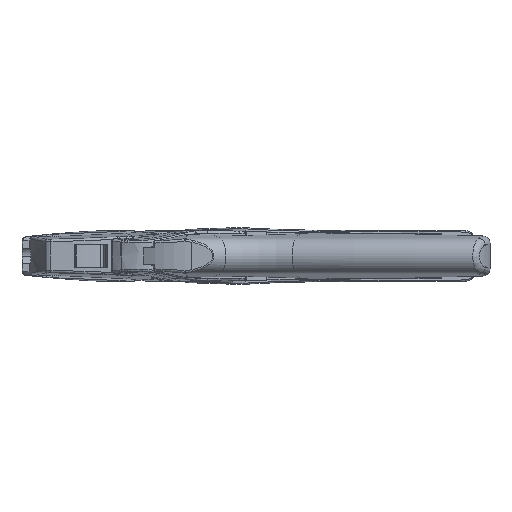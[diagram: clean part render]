
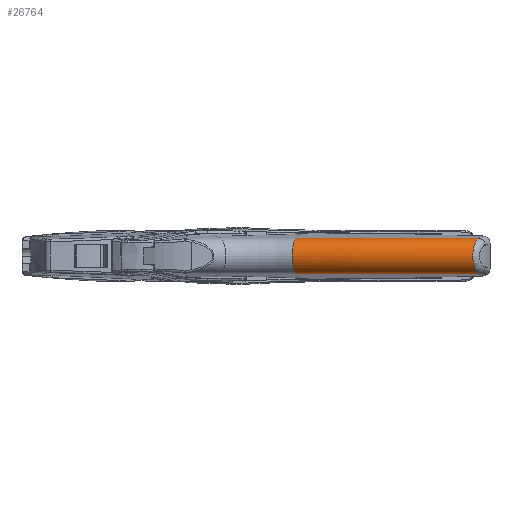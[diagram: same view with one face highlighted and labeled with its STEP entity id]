
A CAD part, front view. The second image highlights one B-rep face of the part: STEP entity #26764.
In plain terms, the highlighted toroidal (fillet/blend) face has major radius 793.5 mm and minor radius 7.5 mm.
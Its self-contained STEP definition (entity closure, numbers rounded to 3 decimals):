
#25208=AXIS2_PLACEMENT_3D('Circle Axis2P3D',#25206,#25207,$) ;
#26735=AXIS2_PLACEMENT_3D('Torus Axis2P3D',#26732,#26733,#26734) ;
#26739=AXIS2_PLACEMENT_3D('Circle Axis2P3D',#26737,#26738,$) ;
#26746=AXIS2_PLACEMENT_3D('Circle Axis2P3D',#26744,#26745,$) ;
#26753=AXIS2_PLACEMENT_3D('Circle Axis2P3D',#26751,#26752,$) ;
#25044=CARTESIAN_POINT('Vertex',(189.758,6.002,19.152)) ;
#25182=CARTESIAN_POINT('Vertex',(189.758,6.002,4.38)) ;
#25206=CARTESIAN_POINT('Axis2P3D Location',(268.904,796.854,4.38)) ;
#25210=CARTESIAN_POINT('Vertex',(113.591,17.375,4.38)) ;
#26697=CARTESIAN_POINT('Control Point',(187.369,0.015,11.766)) ;
#26698=CARTESIAN_POINT('Control Point',(187.369,0.015,12.853)) ;
#26699=CARTESIAN_POINT('Control Point',(187.456,0.204,13.94)) ;
#26700=CARTESIAN_POINT('Control Point',(187.632,0.583,14.966)) ;
#26701=CARTESIAN_POINT('Control Point',(188.106,1.648,16.801)) ;
#26702=CARTESIAN_POINT('Control Point',(188.745,3.21,18.119)) ;
#26703=CARTESIAN_POINT('Control Point',(189.085,4.086,18.628)) ;
#26704=CARTESIAN_POINT('Control Point',(189.426,5.027,18.975)) ;
#26705=CARTESIAN_POINT('Control Point',(189.758,6.002,19.152)) ;
#26706=CARTESIAN_POINT('Vertex',(187.369,0.015,11.766)) ;
#26710=CARTESIAN_POINT('Control Point',(189.758,6.002,4.38)) ;
#26711=CARTESIAN_POINT('Control Point',(189.496,5.23,4.52)) ;
#26712=CARTESIAN_POINT('Control Point',(189.227,4.48,4.766)) ;
#26713=CARTESIAN_POINT('Control Point',(188.958,3.766,5.115)) ;
#26714=CARTESIAN_POINT('Control Point',(188.314,2.133,6.216)) ;
#26715=CARTESIAN_POINT('Control Point',(187.778,0.901,7.857)) ;
#26716=CARTESIAN_POINT('Control Point',(187.526,0.355,9.)) ;
#26717=CARTESIAN_POINT('Control Point',(187.383,0.047,10.303)) ;
#26718=CARTESIAN_POINT('Control Point',(187.369,0.016,11.618)) ;
#26719=CARTESIAN_POINT('Control Point',(187.369,0.015,11.667)) ;
#26720=CARTESIAN_POINT('Control Point',(187.369,0.015,11.716)) ;
#26721=CARTESIAN_POINT('Control Point',(187.369,0.015,11.766)) ;
#26732=CARTESIAN_POINT('Axis2P3D Location',(268.904,796.854,11.766)) ;
#26737=CARTESIAN_POINT('Axis2P3D Location',(113.845,18.652,11.766)) ;
#26741=CARTESIAN_POINT('Vertex',(112.379,11.297,11.766)) ;
#26744=CARTESIAN_POINT('Axis2P3D Location',(268.904,796.854,19.152)) ;
#26748=CARTESIAN_POINT('Vertex',(113.591,17.375,19.152)) ;
#26751=CARTESIAN_POINT('Axis2P3D Location',(113.845,18.652,11.766)) ;
#25207=DIRECTION('Axis2P3D Direction',(0.,0.,1.)) ;
#26733=DIRECTION('Axis2P3D Direction',(0.,0.,1.)) ;
#26734=DIRECTION('Axis2P3D XDirection',(-0.195,-0.981,0.)) ;
#26738=DIRECTION('Axis2P3D Direction',(-0.981,0.195,0.)) ;
#26745=DIRECTION('Axis2P3D Direction',(0.,0.,1.)) ;
#26752=DIRECTION('Axis2P3D Direction',(-0.981,0.195,0.)) ;
#26757=ORIENTED_EDGE('',*,*,#26743,.F.) ;
#26758=ORIENTED_EDGE('',*,*,#25212,.T.) ;
#26759=ORIENTED_EDGE('',*,*,#26722,.T.) ;
#26760=ORIENTED_EDGE('',*,*,#26708,.T.) ;
#26761=ORIENTED_EDGE('',*,*,#26750,.F.) ;
#26762=ORIENTED_EDGE('',*,*,#26755,.F.) ;
#26764=ADVANCED_FACE('Hauptk\X2\00F6\X0\rper',(#26763),#26736,.T.) ;
#26696=B_SPLINE_CURVE_WITH_KNOTS('',5,(#26697,#26698,#26699,#26700,#26701,#26702,#26703,#26704,#26705),.UNSPECIFIED.,.F.,.U.,(6,3,6),(24.893,29.467,34.054),.UNSPECIFIED.) ;
#26709=B_SPLINE_CURVE_WITH_KNOTS('',5,(#26710,#26711,#26712,#26713,#26714,#26715,#26716,#26717,#26718,#26719,#26720,#26721),.UNSPECIFIED.,.F.,.U.,(6,3,3,6),(15.732,19.363,24.687,24.893),.UNSPECIFIED.) ;
#25209=CIRCLE('generated circle',#25208,794.802) ;
#26740=CIRCLE('generated circle',#26739,7.5) ;
#26747=CIRCLE('generated circle',#26746,794.802) ;
#26754=CIRCLE('generated circle',#26753,7.5) ;
#26736=TOROIDAL_SURFACE('homeo Torus',#26735,793.5,7.5) ;
#25212=EDGE_CURVE('',#25211,#25183,#25209,.T.) ;
#26708=EDGE_CURVE('',#26707,#25045,#26696,.T.) ;
#26722=EDGE_CURVE('',#25183,#26707,#26709,.T.) ;
#26743=EDGE_CURVE('',#25211,#26742,#26740,.T.) ;
#26750=EDGE_CURVE('',#26749,#25045,#26747,.T.) ;
#26755=EDGE_CURVE('',#26742,#26749,#26754,.T.) ;
#26756=EDGE_LOOP('',(#26757,#26758,#26759,#26760,#26761,#26762)) ;
#26763=FACE_OUTER_BOUND('',#26756,.T.) ;
#25045=VERTEX_POINT('',#25044) ;
#25183=VERTEX_POINT('',#25182) ;
#25211=VERTEX_POINT('',#25210) ;
#26707=VERTEX_POINT('',#26706) ;
#26742=VERTEX_POINT('',#26741) ;
#26749=VERTEX_POINT('',#26748) ;
